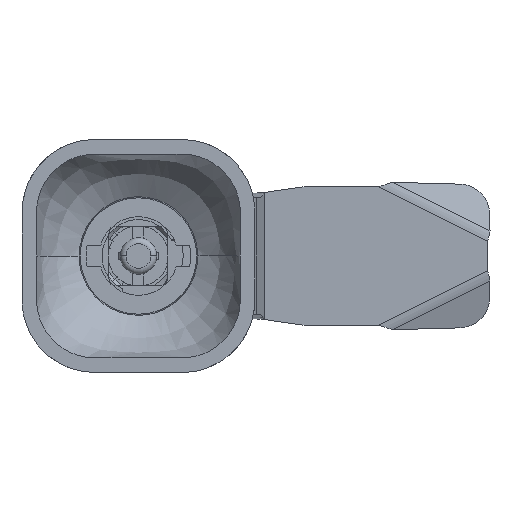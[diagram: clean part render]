
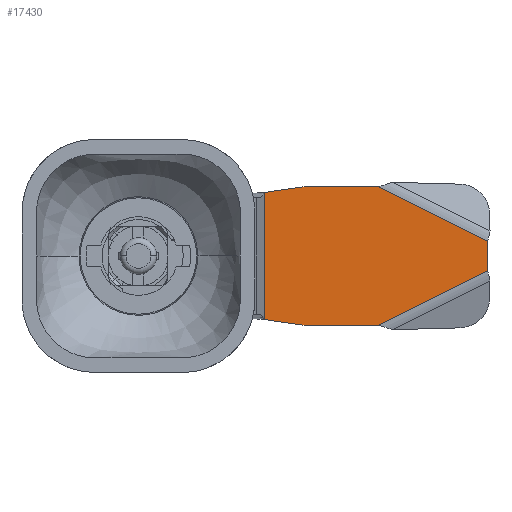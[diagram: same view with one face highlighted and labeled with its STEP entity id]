
A CAD part, front view. The second image highlights one B-rep face of the part: STEP entity #17430.
In plain terms, the highlighted planar face has unit normal (0, -1, 0).
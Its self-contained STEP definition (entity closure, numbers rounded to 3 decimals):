
#976 = CARTESIAN_POINT ( 'NONE',  ( 48., 38., 9.5 ) ) ;
#995 = VERTEX_POINT ( 'NONE', #34567 ) ;
#2082 = DIRECTION ( 'NONE',  ( 1., 0., 0. ) ) ;
#2432 = CARTESIAN_POINT ( 'NONE',  ( 22.211, 38., -9.458 ) ) ;
#3031 = DIRECTION ( 'NONE',  ( -0.989, 0., -0.145 ) ) ;
#4582 = ORIENTED_EDGE ( 'NONE', *, *, #15642, .T. ) ;
#4819 = EDGE_LOOP ( 'NONE', ( #30082, #5755, #26010, #30829, #35403, #4582, #32057, #35616, #8036, #19650 ) ) ;
#5061 = CIRCLE ( 'NONE', #16008, 4. ) ;
#5337 = CARTESIAN_POINT ( 'NONE',  ( -4.464, 38., 0. ) ) ;
#5755 = ORIENTED_EDGE ( 'NONE', *, *, #10792, .T. ) ;
#6215 = VECTOR ( 'NONE', #30158, 1000. ) ;
#6700 = VECTOR ( 'NONE', #36921, 1000. ) ;
#7211 = LINE ( 'NONE', #13300, #26308 ) ;
#7406 = DIRECTION ( 'NONE',  ( 1., 0., 0. ) ) ;
#7456 = CARTESIAN_POINT ( 'NONE',  ( 7.5, 38., -7.3 ) ) ;
#8036 = ORIENTED_EDGE ( 'NONE', *, *, #30087, .T. ) ;
#8195 = FACE_OUTER_BOUND ( 'NONE', #4819, .T. ) ;
#8368 = CARTESIAN_POINT ( 'NONE',  ( 22.5, 38., 9.5 ) ) ;
#8681 = VERTEX_POINT ( 'NONE', #21369 ) ;
#9421 = VERTEX_POINT ( 'NONE', #19733 ) ;
#10792 = EDGE_CURVE ( 'NONE', #25079, #24859, #27052, .T. ) ;
#12257 = DIRECTION ( 'NONE',  ( -0.894, 0., -0.447 ) ) ;
#12287 = EDGE_CURVE ( 'NONE', #21896, #8681, #5061, .T. ) ;
#12370 = EDGE_CURVE ( 'NONE', #26920, #21896, #33837, .T. ) ;
#12426 = EDGE_CURVE ( 'NONE', #995, #16742, #7211, .T. ) ;
#12630 = VERTEX_POINT ( 'NONE', #2432 ) ;
#12788 = AXIS2_PLACEMENT_3D ( 'NONE', #5337, #31221, #16206 ) ;
#13300 = CARTESIAN_POINT ( 'NONE',  ( 48., 38., -9.5 ) ) ;
#14550 = CIRCLE ( 'NONE', #23058, 4. ) ;
#15642 = EDGE_CURVE ( 'NONE', #8681, #9421, #20348, .T. ) ;
#16008 = AXIS2_PLACEMENT_3D ( 'NONE', #21671, #27769, #7406 ) ;
#16206 = DIRECTION ( 'NONE',  ( 1., 0., 0. ) ) ;
#16420 = VERTEX_POINT ( 'NONE', #27950 ) ;
#16742 = VERTEX_POINT ( 'NONE', #37512 ) ;
#17430 = ADVANCED_FACE ( 'NONE', ( #8195 ), #30666, .T. ) ;
#18920 = LINE ( 'NONE', #36046, #6215 ) ;
#19650 = ORIENTED_EDGE ( 'NONE', *, *, #12426, .T. ) ;
#19733 = CARTESIAN_POINT ( 'NONE',  ( 17.263, 38., 8.732 ) ) ;
#19772 = CARTESIAN_POINT ( 'NONE',  ( 22.792, 38., 9.5 ) ) ;
#20348 = LINE ( 'NONE', #8368, #27988 ) ;
#20595 = LINE ( 'NONE', #20788, #21855 ) ;
#20788 = CARTESIAN_POINT ( 'NONE',  ( 6.828, 38., 22.584 ) ) ;
#21369 = CARTESIAN_POINT ( 'NONE',  ( 22.211, 38., 9.458 ) ) ;
#21671 = CARTESIAN_POINT ( 'NONE',  ( 22.792, 38., 5.5 ) ) ;
#21855 = VECTOR ( 'NONE', #28976, 1000. ) ;
#21896 = VERTEX_POINT ( 'NONE', #19772 ) ;
#22654 = CARTESIAN_POINT ( 'NONE',  ( 48., 38., 1.998 ) ) ;
#22676 = VECTOR ( 'NONE', #25274, 1000. ) ;
#23058 = AXIS2_PLACEMENT_3D ( 'NONE', #34578, #25647, #2082 ) ;
#23313 = EDGE_CURVE ( 'NONE', #25079, #16742, #29199, .T. ) ;
#24747 = EDGE_CURVE ( 'NONE', #16420, #12630, #33698, .T. ) ;
#24859 = VERTEX_POINT ( 'NONE', #22654 ) ;
#25079 = VERTEX_POINT ( 'NONE', #37653 ) ;
#25274 = DIRECTION ( 'NONE',  ( -1., 0., 0. ) ) ;
#25647 = DIRECTION ( 'NONE',  ( 0., -1., 0. ) ) ;
#25679 = VECTOR ( 'NONE', #30093, 1000. ) ;
#26010 = ORIENTED_EDGE ( 'NONE', *, *, #31024, .T. ) ;
#26308 = VECTOR ( 'NONE', #36511, 1000. ) ;
#26920 = VERTEX_POINT ( 'NONE', #35646 ) ;
#27052 = LINE ( 'NONE', #976, #25679 ) ;
#27769 = DIRECTION ( 'NONE',  ( 0., -1., 0. ) ) ;
#27950 = CARTESIAN_POINT ( 'NONE',  ( 17.263, 38., -8.732 ) ) ;
#27988 = VECTOR ( 'NONE', #3031, 1000. ) ;
#28976 = DIRECTION ( 'NONE',  ( -0.894, 0., 0.447 ) ) ;
#29199 = LINE ( 'NONE', #29573, #31634 ) ;
#29573 = CARTESIAN_POINT ( 'NONE',  ( 6.828, 38., -22.584 ) ) ;
#30082 = ORIENTED_EDGE ( 'NONE', *, *, #23313, .F. ) ;
#30087 = EDGE_CURVE ( 'NONE', #12630, #995, #14550, .T. ) ;
#30093 = DIRECTION ( 'NONE',  ( 0., 0., 1. ) ) ;
#30158 = DIRECTION ( 'NONE',  ( 0., 0., -1. ) ) ;
#30666 = PLANE ( 'NONE',  #12788 ) ;
#30829 = ORIENTED_EDGE ( 'NONE', *, *, #12370, .T. ) ;
#31024 = EDGE_CURVE ( 'NONE', #24859, #26920, #20595, .T. ) ;
#31221 = DIRECTION ( 'NONE',  ( 0., -1., 0. ) ) ;
#31634 = VECTOR ( 'NONE', #12257, 1000. ) ;
#32057 = ORIENTED_EDGE ( 'NONE', *, *, #36472, .T. ) ;
#33698 = LINE ( 'NONE', #7456, #6700 ) ;
#33837 = LINE ( 'NONE', #36700, #22676 ) ;
#34567 = CARTESIAN_POINT ( 'NONE',  ( 22.792, 38., -9.5 ) ) ;
#34578 = CARTESIAN_POINT ( 'NONE',  ( 22.792, 38., -5.5 ) ) ;
#35403 = ORIENTED_EDGE ( 'NONE', *, *, #12287, .T. ) ;
#35616 = ORIENTED_EDGE ( 'NONE', *, *, #24747, .T. ) ;
#35646 = CARTESIAN_POINT ( 'NONE',  ( 32.996, 38., 9.5 ) ) ;
#36046 = CARTESIAN_POINT ( 'NONE',  ( 17.263, 38., 0. ) ) ;
#36472 = EDGE_CURVE ( 'NONE', #9421, #16420, #18920, .T. ) ;
#36511 = DIRECTION ( 'NONE',  ( 1., 0., 0. ) ) ;
#36700 = CARTESIAN_POINT ( 'NONE',  ( 48., 38., 9.5 ) ) ;
#36921 = DIRECTION ( 'NONE',  ( 0.989, 0., -0.145 ) ) ;
#37512 = CARTESIAN_POINT ( 'NONE',  ( 32.996, 38., -9.5 ) ) ;
#37653 = CARTESIAN_POINT ( 'NONE',  ( 48., 38., -1.998 ) ) ;
